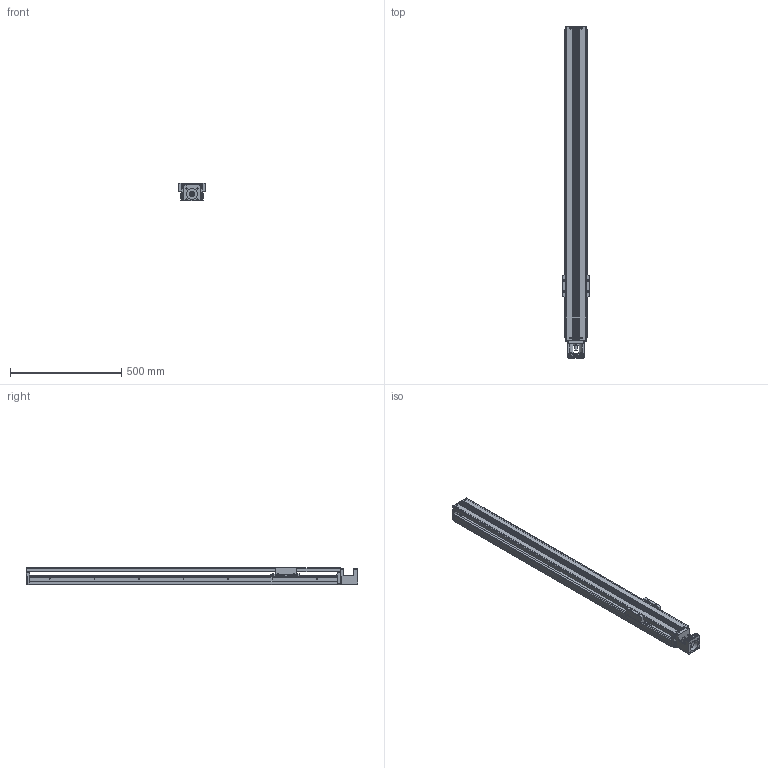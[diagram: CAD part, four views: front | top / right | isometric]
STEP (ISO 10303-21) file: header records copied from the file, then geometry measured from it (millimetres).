
FILE_DESCRIPTION(/* description */ (''),/* implementation_level */ '2;1');
FILE_NAME(/* name */ 'KM55A+1380N0_1050_stp.stp',/* time_stamp */ '2010-01-21T11:09:30+08:00',/* author */ (''),/* organization */ (''),/* preprocessor_version */ 'ST-DEVELOPER v11',/* originating_system */ 'UGS - NX 5.0',/* authorisation */ '');
FILE_SCHEMA (('CONFIG_CONTROL_DESIGN'));
Length unit declared in the file: millimetre
Products named in the file (1): shinE906kqb8
Bounding box: 124 x 1490.9 x 80 mm (x, y, z)
Volume: 4393102.2 mm3; surface area: 1059911.6 mm2
Topology: 6 solids, 12 shells, 1453 faces, 3705 edges, 2401 vertices
Faces by surface type: plane 948, cylinder 308, cone 140, extrusion 24, torus 17, sphere 13, bspline 3
Full cylindrical faces by diameter (mm): 1.6 x14, 2.5 x4, 3 x4, 3.4 x4, 4 x1, 4.2 x4, 5 x2, 5.2 x2, 5.5 x2, 6 x2, 6.4 x2, 6.8 x8, 7.2 x4, 9 x28, 9.5 x12, 10 x12, 10.5 x16, 11 x4, 12 x2, 13 x4, 14 x4, 15 x23, 20 x2, 21 x3, 21.3 x1, 26 x1, 32 x2, 50 x1
Entity records: 42254 total; most frequent: CARTESIAN_POINT 8306, DIRECTION 6845, ORIENTED_EDGE 6594, EDGE_CURVE 3297, VECTOR 2413, LINE 2389, VERTEX_POINT 2301, AXIS2_PLACEMENT_3D 2216
